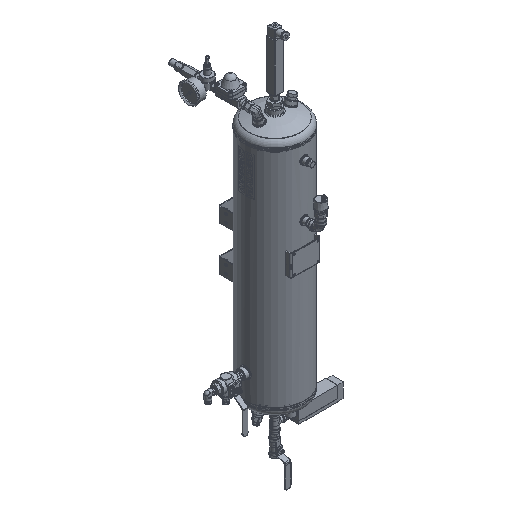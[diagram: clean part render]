
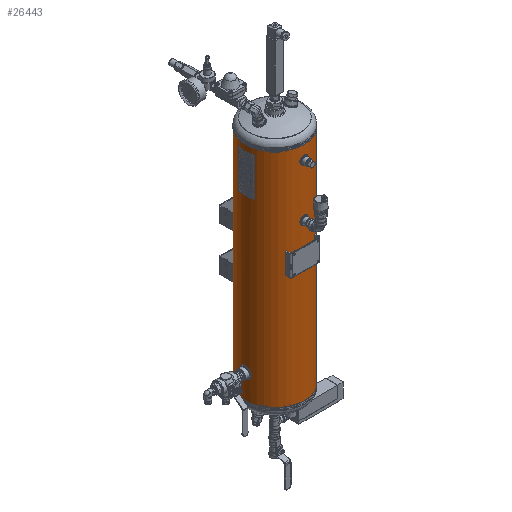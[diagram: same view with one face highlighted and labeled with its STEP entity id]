
A CAD part, isometric view. The second image highlights one B-rep face of the part: STEP entity #26443.
In plain terms, the highlighted cylindrical face has radius 100 mm (diameter 200 mm), a partial arc.
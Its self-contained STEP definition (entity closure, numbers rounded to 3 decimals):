
#1831=B_SPLINE_CURVE_WITH_KNOTS('',3,(#47704,#47705,#47706,#47707,#47708,
#47709,#47710,#47711,#47712,#47713,#47714,#47715,#47716,#47717,#47718,#47719,
#47720,#47721,#47722),.UNSPECIFIED.,.T.,.F.,(1,1,1,1,1,1,1,1,1,1,1,1,1,
1,1,1,1,1,1,1,1,1,1),(-0.012,-0.008,-0.004,
0.,0.004,0.008,0.012,
0.016,0.02,0.023,0.027,
0.031,0.035,0.039,0.043,
0.047,0.051,0.055,0.059,
0.063,0.066,0.07,0.074),
 .UNSPECIFIED.);
#1832=B_SPLINE_CURVE_WITH_KNOTS('',3,(#47724,#47725,#47726,#47727,#47728,
#47729,#47730,#47731,#47732,#47733,#47734,#47735,#47736,#47737,#47738,#47739,
#47740,#47741,#47742),.UNSPECIFIED.,.T.,.F.,(1,1,1,1,1,1,1,1,1,1,1,1,1,
1,1,1,1,1,1,1,1,1,1),(-0.012,-0.008,-0.004,
0.,0.004,0.008,0.012,0.016,
0.02,0.023,0.027,0.031,
0.035,0.039,0.043,0.047,
0.051,0.055,0.059,0.063,
0.066,0.07,0.074),.UNSPECIFIED.);
#1833=B_SPLINE_CURVE_WITH_KNOTS('',3,(#47744,#47745,#47746,#47747,#47748,
#47749,#47750,#47751,#47752,#47753,#47754,#47755,#47756,#47757,#47758,#47759,
#47760,#47761,#47762),.UNSPECIFIED.,.T.,.F.,(1,1,1,1,1,1,1,1,1,1,1,1,1,
1,1,1,1,1,1,1,1,1,1),(-0.018,-0.012,-0.006,
0.,0.006,0.012,0.018,
0.023,0.029,0.035,0.041,
0.047,0.053,0.059,0.065,
0.07,0.076,0.082,0.088,
0.094,0.1,0.106,0.112),
 .UNSPECIFIED.);
#2957=LINE('',#47764,#4284);
#2958=LINE('',#47769,#4285);
#4284=VECTOR('',#40214,1000.);
#4285=VECTOR('',#40217,1000.);
#5616=ORIENTED_EDGE('',*,*,#13146,.T.);
#5617=ORIENTED_EDGE('',*,*,#13147,.T.);
#5618=ORIENTED_EDGE('',*,*,#13148,.T.);
#5619=ORIENTED_EDGE('',*,*,#13149,.T.);
#5620=ORIENTED_EDGE('',*,*,#13150,.T.);
#5621=ORIENTED_EDGE('',*,*,#13151,.F.);
#5622=ORIENTED_EDGE('',*,*,#13152,.F.);
#13146=EDGE_CURVE('',#16911,#16911,#1831,.T.);
#13147=EDGE_CURVE('',#16912,#16912,#1832,.T.);
#13148=EDGE_CURVE('',#16913,#16913,#1833,.T.);
#13149=EDGE_CURVE('',#16914,#16915,#2957,.T.);
#13150=EDGE_CURVE('',#16915,#16916,#19508,.T.);
#13151=EDGE_CURVE('',#16917,#16916,#2958,.T.);
#13152=EDGE_CURVE('',#16914,#16917,#19509,.T.);
#16911=VERTEX_POINT('',#47723);
#16912=VERTEX_POINT('',#47743);
#16913=VERTEX_POINT('',#47763);
#16914=VERTEX_POINT('',#47765);
#16915=VERTEX_POINT('',#47766);
#16916=VERTEX_POINT('',#47768);
#16917=VERTEX_POINT('',#47770);
#19508=CIRCLE('',#37155,100.);
#19509=CIRCLE('',#37156,100.);
#20780=EDGE_LOOP('',(#5616));
#20781=EDGE_LOOP('',(#5617));
#20782=EDGE_LOOP('',(#5618));
#20783=EDGE_LOOP('',(#5619,#5620,#5621,#5622));
#23374=FACE_BOUND('',#20780,.T.);
#23375=FACE_BOUND('',#20781,.T.);
#23376=FACE_BOUND('',#20782,.T.);
#23377=FACE_BOUND('',#20783,.T.);
#25970=CYLINDRICAL_SURFACE('',#37154,100.);
#26443=ADVANCED_FACE('',(#23374,#23375,#23376,#23377),#25970,.T.);
#37154=AXIS2_PLACEMENT_3D('',#47703,#40212,#40213);
#37155=AXIS2_PLACEMENT_3D('',#47767,#40215,#40216);
#37156=AXIS2_PLACEMENT_3D('',#47771,#40218,#40219);
#40212=DIRECTION('',(0.,-1.,0.));
#40213=DIRECTION('',(0.,0.,-1.));
#40214=DIRECTION('',(0.,-1.,0.));
#40215=DIRECTION('',(0.,1.,0.));
#40216=DIRECTION('',(1.,0.,0.));
#40217=DIRECTION('',(0.,-1.,0.));
#40218=DIRECTION('',(0.,1.,0.));
#40219=DIRECTION('',(1.,0.,0.));
#47703=CARTESIAN_POINT('',(0.,750.,0.));
#47704=CARTESIAN_POINT('',(-9.473,48.444,-99.554));
#47705=CARTESIAN_POINT('',(-10.262,44.497,-99.471));
#47706=CARTESIAN_POINT('',(-9.477,40.569,-99.553));
#47707=CARTESIAN_POINT('',(-7.254,37.244,-99.75));
#47708=CARTESIAN_POINT('',(-3.93,35.023,-99.946));
#47709=CARTESIAN_POINT('',(-0.006,34.24,-100.027));
#47710=CARTESIAN_POINT('',(3.922,35.019,-99.946));
#47711=CARTESIAN_POINT('',(7.252,37.242,-99.75));
#47712=CARTESIAN_POINT('',(9.478,40.57,-99.553));
#47713=CARTESIAN_POINT('',(10.26,44.496,-99.472));
#47714=CARTESIAN_POINT('',(9.481,48.422,-99.553));
#47715=CARTESIAN_POINT('',(7.262,51.747,-99.749));
#47716=CARTESIAN_POINT('',(3.94,53.974,-99.945));
#47717=CARTESIAN_POINT('',(0.01,54.761,-100.027));
#47718=CARTESIAN_POINT('',(-3.923,53.981,-99.946));
#47719=CARTESIAN_POINT('',(-7.249,51.759,-99.75));
#47720=CARTESIAN_POINT('',(-9.473,48.444,-99.554));
#47721=CARTESIAN_POINT('',(-10.262,44.497,-99.471));
#47722=CARTESIAN_POINT('',(-9.477,40.569,-99.553));
#47723=CARTESIAN_POINT('',(-10.,44.5,-99.499));
#47724=CARTESIAN_POINT('',(-9.473,224.444,-99.554));
#47725=CARTESIAN_POINT('',(-10.262,220.497,-99.471));
#47726=CARTESIAN_POINT('',(-9.477,216.569,-99.553));
#47727=CARTESIAN_POINT('',(-7.254,213.244,-99.75));
#47728=CARTESIAN_POINT('',(-3.93,211.023,-99.946));
#47729=CARTESIAN_POINT('',(-0.006,210.24,-100.027));
#47730=CARTESIAN_POINT('',(3.922,211.019,-99.946));
#47731=CARTESIAN_POINT('',(7.252,213.242,-99.75));
#47732=CARTESIAN_POINT('',(9.478,216.57,-99.553));
#47733=CARTESIAN_POINT('',(10.26,220.496,-99.472));
#47734=CARTESIAN_POINT('',(9.481,224.422,-99.553));
#47735=CARTESIAN_POINT('',(7.262,227.747,-99.749));
#47736=CARTESIAN_POINT('',(3.94,229.974,-99.945));
#47737=CARTESIAN_POINT('',(0.01,230.761,-100.027));
#47738=CARTESIAN_POINT('',(-3.923,229.981,-99.946));
#47739=CARTESIAN_POINT('',(-7.249,227.759,-99.75));
#47740=CARTESIAN_POINT('',(-9.473,224.444,-99.554));
#47741=CARTESIAN_POINT('',(-10.262,220.497,-99.471));
#47742=CARTESIAN_POINT('',(-9.477,216.569,-99.553));
#47743=CARTESIAN_POINT('',(-10.,220.5,-99.499));
#47744=CARTESIAN_POINT('',(-98.994,672.42,14.208));
#47745=CARTESIAN_POINT('',(-98.806,666.495,15.395));
#47746=CARTESIAN_POINT('',(-98.993,660.6,14.214));
#47747=CARTESIAN_POINT('',(-99.436,655.617,10.88));
#47748=CARTESIAN_POINT('',(-99.878,652.286,5.9));
#47749=CARTESIAN_POINT('',(-100.061,651.109,0.009));
#47750=CARTESIAN_POINT('',(-99.879,652.279,-5.887));
#47751=CARTESIAN_POINT('',(-99.437,655.615,-10.879));
#47752=CARTESIAN_POINT('',(-98.992,660.601,-14.215));
#47753=CARTESIAN_POINT('',(-98.807,666.494,-15.391));
#47754=CARTESIAN_POINT('',(-98.992,672.387,-14.219));
#47755=CARTESIAN_POINT('',(-99.435,677.371,-10.892));
#47756=CARTESIAN_POINT('',(-99.877,680.709,-5.914));
#47757=CARTESIAN_POINT('',(-100.061,681.893,-0.013));
#47758=CARTESIAN_POINT('',(-99.878,680.72,5.889));
#47759=CARTESIAN_POINT('',(-99.437,677.387,10.874));
#47760=CARTESIAN_POINT('',(-98.994,672.42,14.208));
#47761=CARTESIAN_POINT('',(-98.806,666.495,15.395));
#47762=CARTESIAN_POINT('',(-98.993,660.6,14.214));
#47763=CARTESIAN_POINT('',(-98.869,666.5,15.));
#47764=CARTESIAN_POINT('',(0.254,801.561,100.));
#47765=CARTESIAN_POINT('',(0.254,750.,100.));
#47766=CARTESIAN_POINT('',(0.254,0.,100.));
#47767=CARTESIAN_POINT('',(0.,0.,0.));
#47768=CARTESIAN_POINT('',(-0.254,0.,100.));
#47769=CARTESIAN_POINT('',(-0.254,801.561,100.));
#47770=CARTESIAN_POINT('',(-0.254,750.,100.));
#47771=CARTESIAN_POINT('',(0.,750.,0.));
